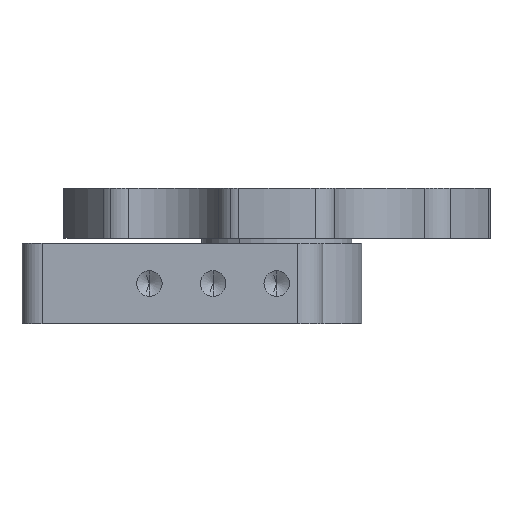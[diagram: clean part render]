
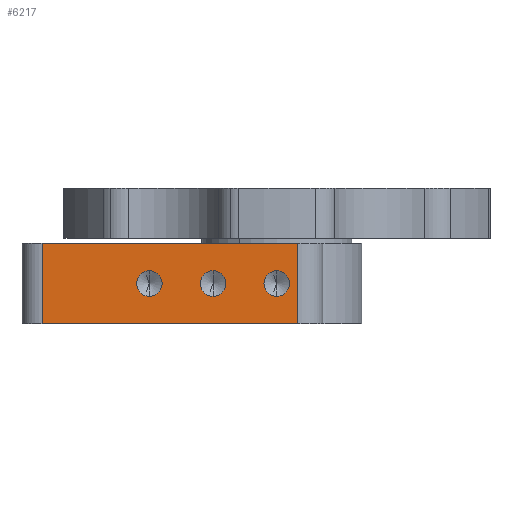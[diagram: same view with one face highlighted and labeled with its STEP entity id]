
A CAD part, front view. The second image highlights one B-rep face of the part: STEP entity #6217.
In plain terms, the highlighted planar face has unit normal (0, -1, 0).
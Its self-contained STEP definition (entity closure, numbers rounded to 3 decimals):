
#89 = FACE_BOUND ( 'NONE', #178, .T. ) ;
#178 = EDGE_LOOP ( 'NONE', ( #4922, #499 ) ) ;
#499 = ORIENTED_EDGE ( 'NONE', *, *, #9457, .F. ) ;
#949 = EDGE_CURVE ( 'NONE', #4677, #8045, #4480, .T. ) ;
#989 = CARTESIAN_POINT ( 'NONE',  ( -12.7, -50.8, -8. ) ) ;
#1259 = AXIS2_PLACEMENT_3D ( 'NONE', #6049, #14385, #7170 ) ;
#1958 = CARTESIAN_POINT ( 'NONE',  ( 4.2, -50.8, -16. ) ) ;
#1983 = FACE_BOUND ( 'NONE', #3571, .T. ) ;
#2034 = DIRECTION ( 'NONE',  ( 0., 0., 1. ) ) ;
#2245 = EDGE_CURVE ( 'NONE', #3911, #13151, #6800, .T. ) ;
#2297 = CARTESIAN_POINT ( 'NONE',  ( 0., -50.8, -5.447 ) ) ;
#2509 = CIRCLE ( 'NONE', #8322, 2.553 ) ;
#2677 = CARTESIAN_POINT ( 'NONE',  ( -16.912, -50.8, -16. ) ) ;
#2798 = CARTESIAN_POINT ( 'NONE',  ( 0., -50.8, -10.553 ) ) ;
#3180 = CARTESIAN_POINT ( 'NONE',  ( -46.8, -50.8, -16. ) ) ;
#3217 = ORIENTED_EDGE ( 'NONE', *, *, #13411, .F. ) ;
#3328 = CARTESIAN_POINT ( 'NONE',  ( -46.8, -50.8, 0. ) ) ;
#3417 = DIRECTION ( 'NONE',  ( 0., -1., 0. ) ) ;
#3571 = EDGE_LOOP ( 'NONE', ( #7129, #10907 ) ) ;
#3832 = DIRECTION ( 'NONE',  ( 0., 0., -1. ) ) ;
#3864 = VERTEX_POINT ( 'NONE', #14069 ) ;
#3880 = ORIENTED_EDGE ( 'NONE', *, *, #12390, .T. ) ;
#3911 = VERTEX_POINT ( 'NONE', #1958 ) ;
#4046 = VECTOR ( 'NONE', #14660, 1000. ) ;
#4057 = FACE_OUTER_BOUND ( 'NONE', #13163, .T. ) ;
#4298 = DIRECTION ( 'NONE',  ( 1., 0., 0. ) ) ;
#4320 = EDGE_CURVE ( 'NONE', #8045, #13151, #14794, .T. ) ;
#4434 = FACE_BOUND ( 'NONE', #7442, .T. ) ;
#4480 = LINE ( 'NONE', #3180, #13709 ) ;
#4677 = VERTEX_POINT ( 'NONE', #6521 ) ;
#4723 = DIRECTION ( 'NONE',  ( 0., 0., -1. ) ) ;
#4922 = ORIENTED_EDGE ( 'NONE', *, *, #11490, .F. ) ;
#5051 = PLANE ( 'NONE',  #12067 ) ;
#5308 = DIRECTION ( 'NONE',  ( 1., 0., 0. ) ) ;
#5602 = EDGE_CURVE ( 'NONE', #15073, #13636, #10599, .T. ) ;
#5660 = CARTESIAN_POINT ( 'NONE',  ( -16.912, -50.8, -16. ) ) ;
#6049 = CARTESIAN_POINT ( 'NONE',  ( 0., -50.8, -8. ) ) ;
#6217 = ADVANCED_FACE ( 'NONE', ( #4434, #89, #1983, #4057 ), #5051, .T. ) ;
#6511 = DIRECTION ( 'NONE',  ( 0., 0., -1. ) ) ;
#6521 = CARTESIAN_POINT ( 'NONE',  ( -46.8, -50.8, -16. ) ) ;
#6559 = CARTESIAN_POINT ( 'NONE',  ( 4.2, -50.8, 0. ) ) ;
#6568 = DIRECTION ( 'NONE',  ( 0., -1., 0. ) ) ;
#6652 = CARTESIAN_POINT ( 'NONE',  ( 4.2, -50.8, -16. ) ) ;
#6800 = LINE ( 'NONE', #6652, #15492 ) ;
#7027 = CARTESIAN_POINT ( 'NONE',  ( -25.4, -50.8, -8. ) ) ;
#7129 = ORIENTED_EDGE ( 'NONE', *, *, #11275, .F. ) ;
#7170 = DIRECTION ( 'NONE',  ( 0., 0., -1. ) ) ;
#7442 = EDGE_LOOP ( 'NONE', ( #14172, #3217 ) ) ;
#7744 = DIRECTION ( 'NONE',  ( 0., -1., 0. ) ) ;
#8045 = VERTEX_POINT ( 'NONE', #3328 ) ;
#8322 = AXIS2_PLACEMENT_3D ( 'NONE', #8796, #9995, #3832 ) ;
#8571 = VERTEX_POINT ( 'NONE', #13264 ) ;
#8615 = ORIENTED_EDGE ( 'NONE', *, *, #949, .F. ) ;
#8796 = CARTESIAN_POINT ( 'NONE',  ( 0., -50.8, -8. ) ) ;
#9261 = EDGE_CURVE ( 'NONE', #8571, #3864, #11519, .T. ) ;
#9362 = CARTESIAN_POINT ( 'NONE',  ( -12.7, -50.8, -10.553 ) ) ;
#9457 = EDGE_CURVE ( 'NONE', #15029, #12117, #12833, .T. ) ;
#9832 = AXIS2_PLACEMENT_3D ( 'NONE', #7027, #10712, #4723 ) ;
#9995 = DIRECTION ( 'NONE',  ( 0., -1., 0. ) ) ;
#10586 = LINE ( 'NONE', #5660, #12283 ) ;
#10599 = CIRCLE ( 'NONE', #1259, 2.553 ) ;
#10712 = DIRECTION ( 'NONE',  ( 0., -1., 0. ) ) ;
#10888 = AXIS2_PLACEMENT_3D ( 'NONE', #14848, #6568, #6511 ) ;
#10907 = ORIENTED_EDGE ( 'NONE', *, *, #5602, .F. ) ;
#11275 = EDGE_CURVE ( 'NONE', #13636, #15073, #2509, .T. ) ;
#11490 = EDGE_CURVE ( 'NONE', #12117, #15029, #12314, .T. ) ;
#11519 = CIRCLE ( 'NONE', #10888, 2.553 ) ;
#12067 = AXIS2_PLACEMENT_3D ( 'NONE', #2677, #7744, #5308 ) ;
#12117 = VERTEX_POINT ( 'NONE', #9362 ) ;
#12283 = VECTOR ( 'NONE', #4298, 1000. ) ;
#12314 = CIRCLE ( 'NONE', #13648, 2.553 ) ;
#12390 = EDGE_CURVE ( 'NONE', #4677, #3911, #10586, .T. ) ;
#12503 = AXIS2_PLACEMENT_3D ( 'NONE', #12832, #15269, #14096 ) ;
#12832 = CARTESIAN_POINT ( 'NONE',  ( -12.7, -50.8, -8. ) ) ;
#12833 = CIRCLE ( 'NONE', #12503, 2.553 ) ;
#13151 = VERTEX_POINT ( 'NONE', #6559 ) ;
#13163 = EDGE_LOOP ( 'NONE', ( #15226, #8615, #3880, #14882 ) ) ;
#13264 = CARTESIAN_POINT ( 'NONE',  ( -25.4, -50.8, -10.553 ) ) ;
#13411 = EDGE_CURVE ( 'NONE', #3864, #8571, #15113, .T. ) ;
#13432 = CARTESIAN_POINT ( 'NONE',  ( -16.912, -50.8, 0. ) ) ;
#13636 = VERTEX_POINT ( 'NONE', #2798 ) ;
#13648 = AXIS2_PLACEMENT_3D ( 'NONE', #989, #3417, #15398 ) ;
#13709 = VECTOR ( 'NONE', #2034, 1000. ) ;
#14069 = CARTESIAN_POINT ( 'NONE',  ( -25.4, -50.8, -5.447 ) ) ;
#14096 = DIRECTION ( 'NONE',  ( 0., 0., -1. ) ) ;
#14172 = ORIENTED_EDGE ( 'NONE', *, *, #9261, .F. ) ;
#14385 = DIRECTION ( 'NONE',  ( 0., -1., 0. ) ) ;
#14503 = CARTESIAN_POINT ( 'NONE',  ( -12.7, -50.8, -5.447 ) ) ;
#14660 = DIRECTION ( 'NONE',  ( 1., 0., 0. ) ) ;
#14794 = LINE ( 'NONE', #13432, #4046 ) ;
#14848 = CARTESIAN_POINT ( 'NONE',  ( -25.4, -50.8, -8. ) ) ;
#14882 = ORIENTED_EDGE ( 'NONE', *, *, #2245, .T. ) ;
#15029 = VERTEX_POINT ( 'NONE', #14503 ) ;
#15073 = VERTEX_POINT ( 'NONE', #2297 ) ;
#15095 = DIRECTION ( 'NONE',  ( 0., 0., 1. ) ) ;
#15113 = CIRCLE ( 'NONE', #9832, 2.553 ) ;
#15226 = ORIENTED_EDGE ( 'NONE', *, *, #4320, .F. ) ;
#15269 = DIRECTION ( 'NONE',  ( 0., -1., 0. ) ) ;
#15398 = DIRECTION ( 'NONE',  ( 0., 0., -1. ) ) ;
#15492 = VECTOR ( 'NONE', #15095, 1000. ) ;
